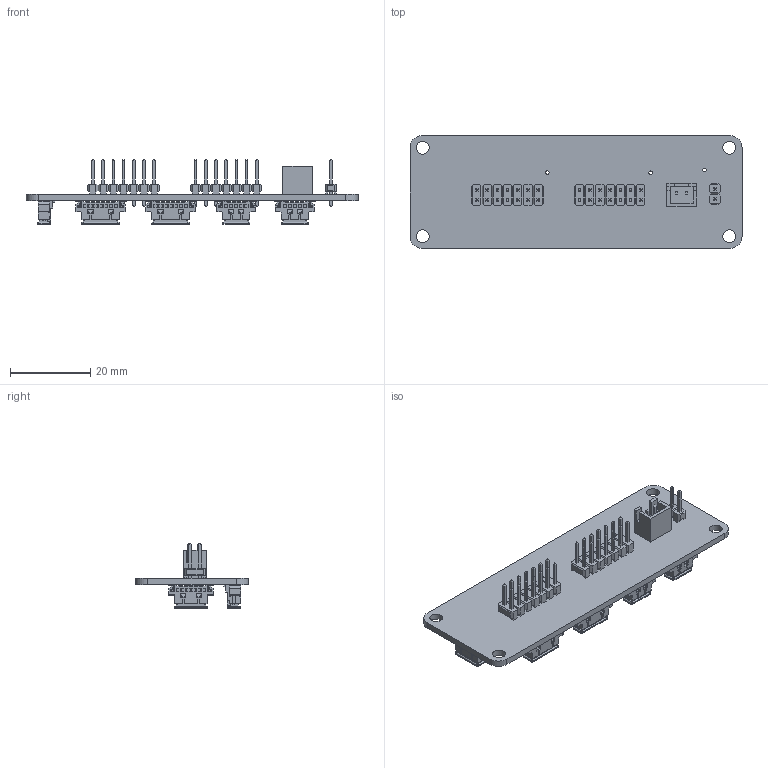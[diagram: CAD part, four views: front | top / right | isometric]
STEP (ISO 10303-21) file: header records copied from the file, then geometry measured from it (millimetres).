
FILE_DESCRIPTION(('Open CASCADE Model'),'2;1');
FILE_NAME('Open CASCADE Shape Model','2020-05-23T22:36:21',('Author'),( 'Open CASCADE'),'Open CASCADE STEP processor 6.8','Open CASCADE 6.8' ,'Unknown');
FILE_SCHEMA(('AUTOMOTIVE_DESIGN { 1 0 10303 214 1 1 1 1 }'));
Length unit declared in the file: millimetre
Products named in the file (24): PCB; Board; CN7; m20-9980745_asm; M20-998-MOULD; M20-998-PIN; CN6; B2B-XH-A; CN5; User_Library-molex_53398_white_(3); 510210500_5posHousingPicoblade; CN3; CN2; User_Library-molex_53398_white_(2); 510210400_4posHousingPicoblade; CN9; CN4; User_Library-molex_53398_white_(4); 510210600_6posHousingPicoblade; CN8; CN1; m20-9990245_asm; M20-999-MOULD; M20-999-PIN
Assembly tree (42 placements, depth 4):
  PCB
    Board
    CN7
      m20-9980745_asm
        M20-998-MOULD
        M20-998-PIN  x14
    CN6
      B2B-XH-A
    CN5
      User_Library-molex_53398_white_(3)
      510210500_5posHousingPicoblade
    CN3
      m20-9980745_asm
        M20-998-MOULD
        M20-998-PIN  x14
    CN2
      User_Library-molex_53398_white_(2)
      510210400_4posHousingPicoblade
    CN9
      User_Library-molex_53398_white_(2)
      510210400_4posHousingPicoblade
    CN4
      User_Library-molex_53398_white_(4)
      510210600_6posHousingPicoblade
    CN8
      User_Library-molex_53398_white_(4)
      510210600_6posHousingPicoblade
    CN1
      m20-9990245_asm
        M20-999-MOULD
        M20-999-PIN  x2
Bounding box: 82.5 x 28 x 16.12 mm (x, y, z)
Volume: 4960.5 mm3; surface area: 9432.7 mm2
Topology: 55 solids, 55 shells, 3664 faces, 9402 edges, 5968 vertices
Faces by surface type: plane 3526, cylinder 128, sphere 10
Full cylindrical faces by diameter (mm): 0.9 x3, 1 x32, 3.2 x4
Entity records: 66334 total; most frequent: CARTESIAN_POINT 10753, ORIENTED_EDGE 10456, DIRECTION 9436, EDGE_CURVE 5228, LINE 5046, VECTOR 5046, VERTEX_POINT 3352, AXIS2_PLACEMENT_3D 2195
